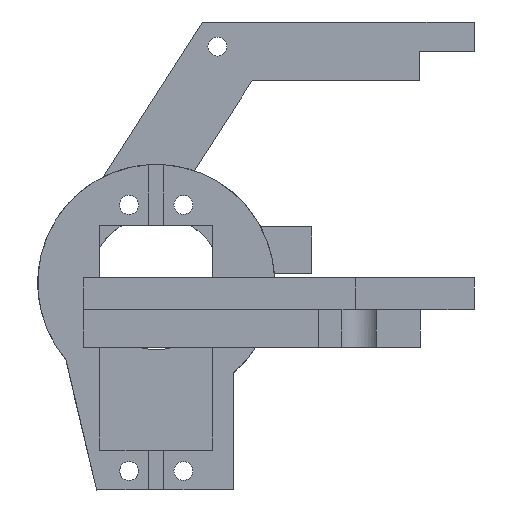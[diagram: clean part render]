
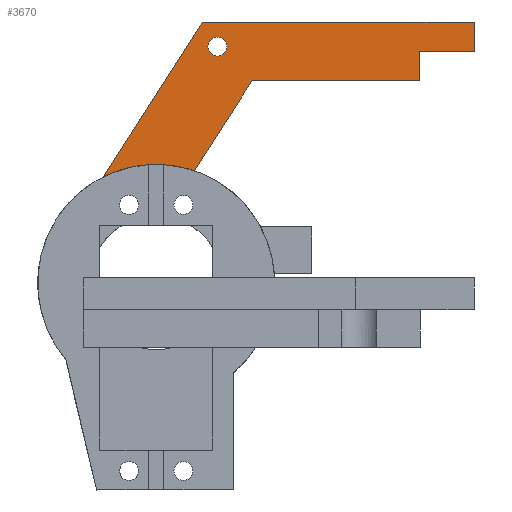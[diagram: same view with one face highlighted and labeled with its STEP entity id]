
A CAD part, left-side view. The second image highlights one B-rep face of the part: STEP entity #3670.
In plain terms, the highlighted planar face has unit normal (-1, 0, 0).
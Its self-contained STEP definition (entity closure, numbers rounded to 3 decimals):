
#67=FACE_BOUND('',#694,.T.);
#264=PLANE('',#4066);
#451=FACE_OUTER_BOUND('',#693,.T.);
#693=EDGE_LOOP('',(#3458,#3459,#3460,#3461,#3462,#3463,#3464,#3465));
#694=EDGE_LOOP('',(#3466));
#861=CIRCLE('',#3936,1.75);
#882=CIRCLE('',#3960,21.843);
#1086=LINE('',#6236,#1396);
#1115=LINE('',#6296,#1425);
#1119=LINE('',#6303,#1429);
#1192=LINE('',#6459,#1502);
#1196=LINE('',#6465,#1506);
#1198=LINE('',#6469,#1508);
#1199=LINE('',#6471,#1509);
#1396=VECTOR('',#4866,10.);
#1425=VECTOR('',#4911,10.);
#1429=VECTOR('',#4917,10.);
#1502=VECTOR('',#5112,10.);
#1506=VECTOR('',#5120,10.);
#1508=VECTOR('',#5124,10.);
#1509=VECTOR('',#5127,10.);
#1772=VERTEX_POINT('',#5890);
#1799=VERTEX_POINT('',#6100);
#1800=VERTEX_POINT('',#6102);
#1819=VERTEX_POINT('',#6230);
#1821=VERTEX_POINT('',#6234);
#1843=VERTEX_POINT('',#6293);
#1846=VERTEX_POINT('',#6300);
#1868=VERTEX_POINT('',#6458);
#1869=VERTEX_POINT('',#6467);
#2208=EDGE_CURVE('',#1772,#1772,#861,.T.);
#2244=EDGE_CURVE('',#1800,#1799,#882,.T.);
#2288=EDGE_CURVE('',#1819,#1821,#1086,.T.);
#2317=EDGE_CURVE('',#1821,#1843,#1115,.T.);
#2321=EDGE_CURVE('',#1846,#1819,#1119,.T.);
#2394=EDGE_CURVE('',#1799,#1868,#1192,.T.);
#2398=EDGE_CURVE('',#1868,#1846,#1196,.T.);
#2400=EDGE_CURVE('',#1843,#1869,#1198,.T.);
#2401=EDGE_CURVE('',#1869,#1800,#1199,.T.);
#3458=ORIENTED_EDGE('',*,*,#2401,.T.);
#3459=ORIENTED_EDGE('',*,*,#2244,.T.);
#3460=ORIENTED_EDGE('',*,*,#2394,.T.);
#3461=ORIENTED_EDGE('',*,*,#2398,.T.);
#3462=ORIENTED_EDGE('',*,*,#2321,.T.);
#3463=ORIENTED_EDGE('',*,*,#2288,.T.);
#3464=ORIENTED_EDGE('',*,*,#2317,.T.);
#3465=ORIENTED_EDGE('',*,*,#2400,.T.);
#3466=ORIENTED_EDGE('',*,*,#2208,.T.);
#3670=ADVANCED_FACE('',(#451,#67),#264,.T.);
#3936=AXIS2_PLACEMENT_3D('',#5892,#4718,#4719);
#3960=AXIS2_PLACEMENT_3D('',#6103,#4779,#4780);
#4066=AXIS2_PLACEMENT_3D('',#6478,#5139,#5140);
#4718=DIRECTION('center_axis',(1.,0.,0.));
#4719=DIRECTION('ref_axis',(0.,1.,0.));
#4779=DIRECTION('center_axis',(1.,0.,0.));
#4780=DIRECTION('ref_axis',(0.,-0.59,0.808));
#4866=DIRECTION('',(0.,-1.,0.));
#4911=DIRECTION('',(0.,0.,1.));
#4917=DIRECTION('',(0.,0.,1.));
#5112=DIRECTION('',(0.,-0.539,0.843));
#5120=DIRECTION('',(0.,-1.,0.001));
#5124=DIRECTION('',(0.,1.,0.));
#5127=DIRECTION('',(0.,0.539,-0.843));
#5139=DIRECTION('center_axis',(-1.,0.,
0.));
#5140=DIRECTION('ref_axis',(0.,0.,-1.));
#5890=CARTESIAN_POINT('',(11.064,-19.376,111.836));
#5892=CARTESIAN_POINT('Origin',(11.064,-19.376,113.586));
#6100=CARTESIAN_POINT('',(11.064,-15.15,90.69));
#6102=CARTESIAN_POINT('',(11.064,1.662,89.566));
#6103=CARTESIAN_POINT('Origin',(11.064,-8.088,70.021));
#6230=CARTESIAN_POINT('',(11.064,-56.717,112.711));
#6234=CARTESIAN_POINT('',(11.064,-66.705,112.711));
#6236=CARTESIAN_POINT('',(11.064,-40.872,112.711));
#6293=CARTESIAN_POINT('',(11.064,-66.705,118.126));
#6296=CARTESIAN_POINT('',(11.064,-66.705,111.465));
#6300=CARTESIAN_POINT('',(11.064,-56.717,107.297));
#6303=CARTESIAN_POINT('',(11.064,-56.717,108.758));
#6458=CARTESIAN_POINT('',(11.064,-25.754,107.279));
#6459=CARTESIAN_POINT('',(11.064,-22.306,101.885));
#6465=CARTESIAN_POINT('',(11.064,-30.569,107.281));
#6467=CARTESIAN_POINT('',(11.064,-16.582,118.109));
#6469=CARTESIAN_POINT('',(11.064,-39.214,118.117));
#6471=CARTESIAN_POINT('',(11.064,-8.605,105.629));
#6478=CARTESIAN_POINT('Origin',(11.064,-19.902,107.511));
